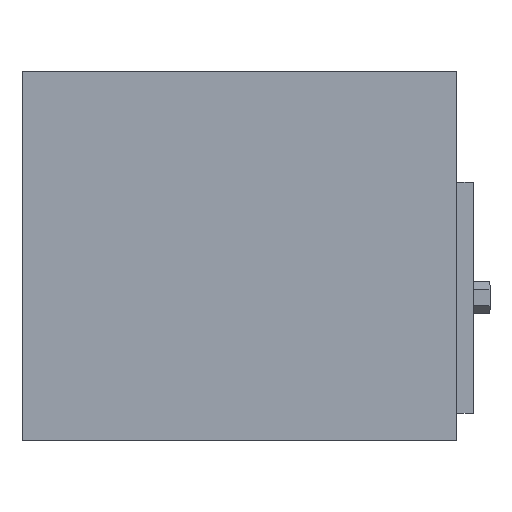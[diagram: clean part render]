
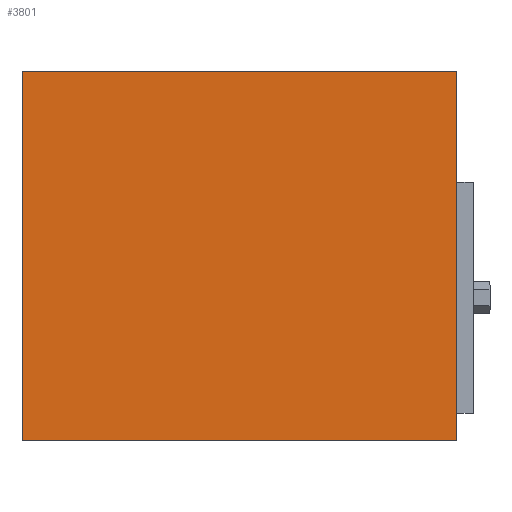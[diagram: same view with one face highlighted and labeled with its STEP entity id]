
A CAD part, left-side view. The second image highlights one B-rep face of the part: STEP entity #3801.
In plain terms, the highlighted planar face has unit normal (-1, 0, 0).
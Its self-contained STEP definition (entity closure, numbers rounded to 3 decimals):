
#105 = EDGE_CURVE ( 'NONE', #1247, #3856, #3087, .T. ) ;
#322 = LINE ( 'NONE', #4810, #4691 ) ;
#475 = LINE ( 'NONE', #5721, #5041 ) ;
#486 = EDGE_CURVE ( 'NONE', #2940, #1247, #322, .T. ) ;
#683 = CARTESIAN_POINT ( 'NONE',  ( 0., 0., 40. ) ) ;
#857 = DIRECTION ( 'NONE',  ( 0., 0., -1. ) ) ;
#910 = VECTOR ( 'NONE', #1957, 1000. ) ;
#1078 = AXIS2_PLACEMENT_3D ( 'NONE', #3685, #1363, #2291 ) ;
#1247 = VERTEX_POINT ( 'NONE', #1616 ) ;
#1363 = DIRECTION ( 'NONE',  ( 1., 0., 0. ) ) ;
#1474 = PLANE ( 'NONE',  #1078 ) ;
#1616 = CARTESIAN_POINT ( 'NONE',  ( 0., 47., 40. ) ) ;
#1957 = DIRECTION ( 'NONE',  ( 0., 0., 1. ) ) ;
#1962 = ORIENTED_EDGE ( 'NONE', *, *, #5271, .T. ) ;
#2291 = DIRECTION ( 'NONE',  ( 0., 0., -1. ) ) ;
#2314 = ORIENTED_EDGE ( 'NONE', *, *, #486, .T. ) ;
#2411 = VECTOR ( 'NONE', #857, 1000. ) ;
#2940 = VERTEX_POINT ( 'NONE', #683 ) ;
#3023 = EDGE_CURVE ( 'NONE', #3390, #2940, #4553, .T. ) ;
#3087 = LINE ( 'NONE', #4821, #2411 ) ;
#3260 = CARTESIAN_POINT ( 'NONE',  ( 0., 0., 40. ) ) ;
#3283 = EDGE_LOOP ( 'NONE', ( #4189, #1962, #5397, #2314 ) ) ;
#3390 = VERTEX_POINT ( 'NONE', #3953 ) ;
#3584 = DIRECTION ( 'NONE',  ( 0., -1., 0. ) ) ;
#3685 = CARTESIAN_POINT ( 'NONE',  ( 0., 0., 0. ) ) ;
#3801 = ADVANCED_FACE ( 'NONE', ( #4516 ), #1474, .F. ) ;
#3805 = DIRECTION ( 'NONE',  ( 0., 1., 0. ) ) ;
#3856 = VERTEX_POINT ( 'NONE', #4544 ) ;
#3953 = CARTESIAN_POINT ( 'NONE',  ( 0., 0., 0. ) ) ;
#4189 = ORIENTED_EDGE ( 'NONE', *, *, #105, .T. ) ;
#4516 = FACE_OUTER_BOUND ( 'NONE', #3283, .T. ) ;
#4544 = CARTESIAN_POINT ( 'NONE',  ( 0., 47., 0. ) ) ;
#4553 = LINE ( 'NONE', #3260, #910 ) ;
#4691 = VECTOR ( 'NONE', #3805, 1000. ) ;
#4810 = CARTESIAN_POINT ( 'NONE',  ( 0., 47., 40. ) ) ;
#4821 = CARTESIAN_POINT ( 'NONE',  ( 0., 47., 0. ) ) ;
#5041 = VECTOR ( 'NONE', #3584, 1000. ) ;
#5271 = EDGE_CURVE ( 'NONE', #3856, #3390, #475, .T. ) ;
#5397 = ORIENTED_EDGE ( 'NONE', *, *, #3023, .T. ) ;
#5721 = CARTESIAN_POINT ( 'NONE',  ( 0., 0., 0. ) ) ;
